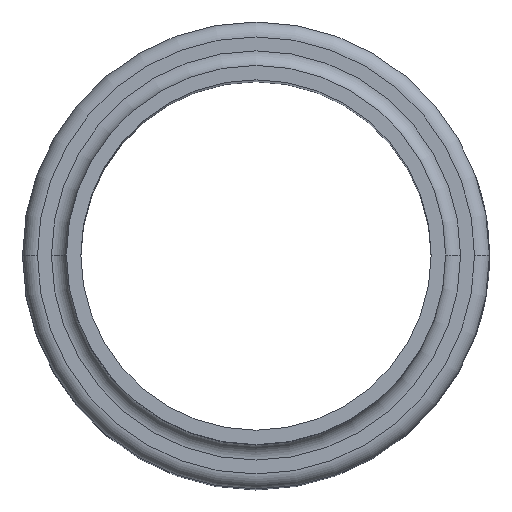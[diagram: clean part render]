
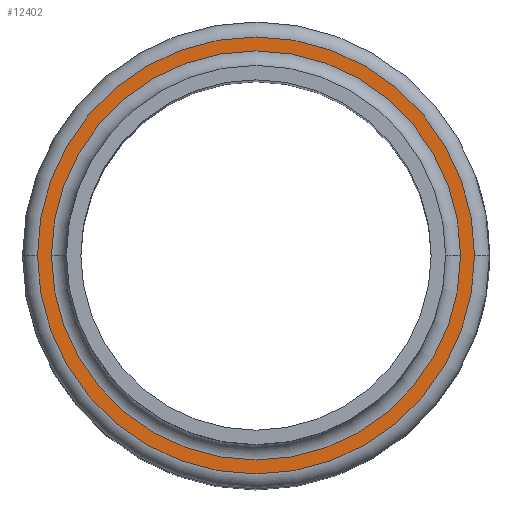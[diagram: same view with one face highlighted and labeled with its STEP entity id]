
A CAD part, top view. The second image highlights one B-rep face of the part: STEP entity #12402.
In plain terms, the highlighted planar face has unit normal (0, 0, 1).
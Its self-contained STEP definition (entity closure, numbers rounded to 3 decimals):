
#308 = ORIENTED_EDGE ( 'NONE', *, *, #17258, .T. ) ;
#729 = DIRECTION ( 'NONE',  ( 0., 0., 1. ) ) ;
#778 = CIRCLE ( 'NONE', #20109, 43.85 ) ;
#1390 = DIRECTION ( 'NONE',  ( 0., 0., -1. ) ) ;
#1567 = CARTESIAN_POINT ( 'NONE',  ( 0., 38.05, -50. ) ) ;
#1602 = AXIS2_PLACEMENT_3D ( 'NONE', #2292, #10676, #19065 ) ;
#1700 = FACE_OUTER_BOUND ( 'NONE', #2470, .T. ) ;
#2292 = CARTESIAN_POINT ( 'NONE',  ( 0., 0., -50. ) ) ;
#2470 = EDGE_LOOP ( 'NONE', ( #14503, #308 ) ) ;
#3361 = PLANE ( 'NONE',  #11486 ) ;
#3904 = VERTEX_POINT ( 'NONE', #13239 ) ;
#5673 = VERTEX_POINT ( 'NONE', #13734 ) ;
#5906 = CARTESIAN_POINT ( 'NONE',  ( 0., 0., -50. ) ) ;
#5960 = DIRECTION ( 'NONE',  ( 0., 0., -1. ) ) ;
#7344 = CIRCLE ( 'NONE', #22707, 43.85 ) ;
#7818 = AXIS2_PLACEMENT_3D ( 'NONE', #26262, #1390, #11695 ) ;
#8680 = CIRCLE ( 'NONE', #7818, 41.05 ) ;
#8977 = DIRECTION ( 'NONE',  ( -1., 0., 0. ) ) ;
#10676 = DIRECTION ( 'NONE',  ( 0., 0., -1. ) ) ;
#10776 = CARTESIAN_POINT ( 'NONE',  ( 0., 0., -50. ) ) ;
#11486 = AXIS2_PLACEMENT_3D ( 'NONE', #1567, #5960, #16127 ) ;
#11579 = DIRECTION ( 'NONE',  ( 0., 0., 1. ) ) ;
#11695 = DIRECTION ( 'NONE',  ( -1., 0., 0. ) ) ;
#12402 = ADVANCED_FACE ( 'NONE', ( #14325, #1700 ), #3361, .F. ) ;
#12690 = ORIENTED_EDGE ( 'NONE', *, *, #26859, .T. ) ;
#13239 = CARTESIAN_POINT ( 'NONE',  ( -41.05, 0., -50. ) ) ;
#13734 = CARTESIAN_POINT ( 'NONE',  ( 41.05, 0., -50. ) ) ;
#14325 = FACE_BOUND ( 'NONE', #14578, .T. ) ;
#14503 = ORIENTED_EDGE ( 'NONE', *, *, #24576, .T. ) ;
#14578 = EDGE_LOOP ( 'NONE', ( #12690, #20534 ) ) ;
#14790 = VERTEX_POINT ( 'NONE', #20388 ) ;
#15952 = CARTESIAN_POINT ( 'NONE',  ( -43.85, 0., -50. ) ) ;
#16075 = CIRCLE ( 'NONE', #1602, 41.05 ) ;
#16127 = DIRECTION ( 'NONE',  ( -1., 0., 0. ) ) ;
#17258 = EDGE_CURVE ( 'NONE', #14790, #19478, #778, .T. ) ;
#17618 = DIRECTION ( 'NONE',  ( -1., 0., 0. ) ) ;
#18160 = EDGE_CURVE ( 'NONE', #5673, #3904, #8680, .T. ) ;
#19065 = DIRECTION ( 'NONE',  ( -1., 0., 0. ) ) ;
#19478 = VERTEX_POINT ( 'NONE', #15952 ) ;
#20109 = AXIS2_PLACEMENT_3D ( 'NONE', #10776, #729, #8977 ) ;
#20388 = CARTESIAN_POINT ( 'NONE',  ( 43.85, 0., -50. ) ) ;
#20534 = ORIENTED_EDGE ( 'NONE', *, *, #18160, .T. ) ;
#22707 = AXIS2_PLACEMENT_3D ( 'NONE', #5906, #11579, #17618 ) ;
#24576 = EDGE_CURVE ( 'NONE', #19478, #14790, #7344, .T. ) ;
#26262 = CARTESIAN_POINT ( 'NONE',  ( 0., 0., -50. ) ) ;
#26859 = EDGE_CURVE ( 'NONE', #3904, #5673, #16075, .T. ) ;
